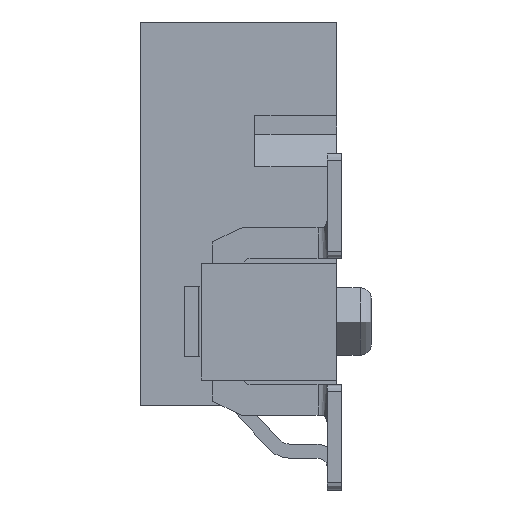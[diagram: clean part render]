
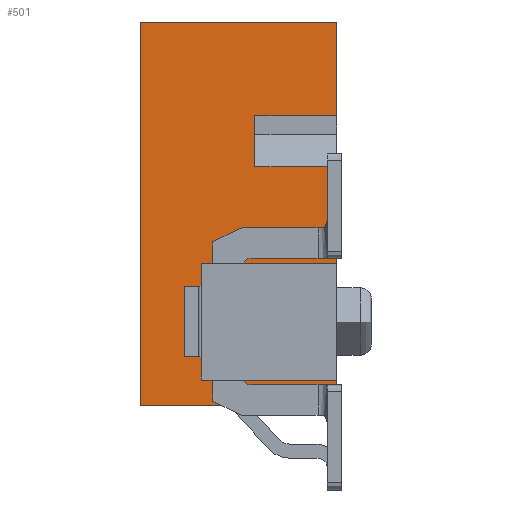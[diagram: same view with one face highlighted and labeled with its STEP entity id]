
A CAD part, left-side view. The second image highlights one B-rep face of the part: STEP entity #501.
In plain terms, the highlighted planar face has unit normal (-1, 0, 0).
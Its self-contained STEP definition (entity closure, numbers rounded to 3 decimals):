
#141=CARTESIAN_POINT('',(-11.525,-2.1,5.11));
#142=VERTEX_POINT('',#141);
#159=CARTESIAN_POINT('',(-11.525,-0.35,5.11));
#160=VERTEX_POINT('',#159);
#167=CARTESIAN_POINT('',(-11.525,-0.35,5.11));
#168=DIRECTION('',(0.,-1.,0.));
#169=VECTOR('',#168,1.75);
#170=LINE('',#167,#169);
#171=EDGE_CURVE('',#160,#142,#170,.T.);
#181=CARTESIAN_POINT('',(-11.525,-0.35,6.2));
#182=VERTEX_POINT('',#181);
#183=CARTESIAN_POINT('',(-11.525,-0.35,6.2));
#184=DIRECTION('',(0.,0.,-1.));
#185=VECTOR('',#184,1.09);
#186=LINE('',#183,#185);
#187=EDGE_CURVE('',#182,#160,#186,.T.);
#214=CARTESIAN_POINT('',(-11.525,-2.1,6.2));
#215=VERTEX_POINT('',#214);
#222=CARTESIAN_POINT('',(-11.525,-2.1,6.2));
#223=DIRECTION('',(0.,1.,0.));
#224=VECTOR('',#223,1.75);
#225=LINE('',#222,#224);
#226=EDGE_CURVE('',#215,#182,#225,.T.);
#357=CARTESIAN_POINT('',(-11.525,0.,4.1));
#358=DIRECTION('',(0.,-1.,0.));
#359=DIRECTION('',(-1.,0.,0.));
#360=AXIS2_PLACEMENT_3D('',#357,#359,#358);
#361=PLANE('',#360);
#362=CARTESIAN_POINT('',(-11.525,-0.2,2.525));
#363=VERTEX_POINT('',#362);
#364=CARTESIAN_POINT('',(-11.525,-0.2,2.9));
#365=VERTEX_POINT('',#364);
#366=CARTESIAN_POINT('',(-11.525,-0.2,2.525));
#367=DIRECTION('',(0.,0.,1.));
#368=VECTOR('',#367,0.375);
#369=LINE('',#366,#368);
#370=EDGE_CURVE('',#363,#365,#369,.T.);
#371=ORIENTED_EDGE('',*,*,#370,.T.);
#372=CARTESIAN_POINT('',(-11.525,-0.35,3.05));
#373=VERTEX_POINT('',#372);
#374=CARTESIAN_POINT('',(-11.525,-0.2,2.9));
#375=DIRECTION('',(0.,-0.707,0.707));
#376=VECTOR('',#375,0.212);
#377=LINE('',#374,#376);
#378=EDGE_CURVE('',#365,#373,#377,.T.);
#379=ORIENTED_EDGE('',*,*,#378,.T.);
#380=CARTESIAN_POINT('',(-11.525,-2.1,3.05));
#381=VERTEX_POINT('',#380);
#382=CARTESIAN_POINT('',(-11.525,-0.35,3.05));
#383=DIRECTION('',(0.,-1.,0.));
#384=VECTOR('',#383,1.75);
#385=LINE('',#382,#384);
#386=EDGE_CURVE('',#373,#381,#385,.T.);
#387=ORIENTED_EDGE('',*,*,#386,.T.);
#388=CARTESIAN_POINT('',(-11.525,-2.1,3.05));
#389=DIRECTION('',(0.,0.,1.));
#390=VECTOR('',#389,2.06);
#391=LINE('',#388,#390);
#392=EDGE_CURVE('',#381,#142,#391,.T.);
#393=ORIENTED_EDGE('',*,*,#392,.T.);
#394=ORIENTED_EDGE('',*,*,#171,.F.);
#395=ORIENTED_EDGE('',*,*,#187,.F.);
#396=ORIENTED_EDGE('',*,*,#226,.F.);
#397=CARTESIAN_POINT('',(-11.525,-2.1,8.2));
#398=VERTEX_POINT('',#397);
#399=CARTESIAN_POINT('',(-11.525,-2.1,6.2));
#400=DIRECTION('',(0.,0.,1.));
#401=VECTOR('',#400,2.);
#402=LINE('',#399,#401);
#403=EDGE_CURVE('',#215,#398,#402,.T.);
#404=ORIENTED_EDGE('',*,*,#403,.T.);
#405=CARTESIAN_POINT('',(-11.525,2.1,8.2));
#406=VERTEX_POINT('',#405);
#407=CARTESIAN_POINT('',(-11.525,-2.1,8.2));
#408=DIRECTION('',(0.,1.,0.));
#409=VECTOR('',#408,4.2);
#410=LINE('',#407,#409);
#411=EDGE_CURVE('',#398,#406,#410,.T.);
#412=ORIENTED_EDGE('',*,*,#411,.T.);
#413=CARTESIAN_POINT('',(-11.525,2.1,0.));
#414=VERTEX_POINT('',#413);
#415=CARTESIAN_POINT('',(-11.525,2.1,8.2));
#416=DIRECTION('',(0.,0.,-1.));
#417=VECTOR('',#416,8.2);
#418=LINE('',#415,#417);
#419=EDGE_CURVE('',#406,#414,#418,.T.);
#420=ORIENTED_EDGE('',*,*,#419,.T.);
#421=CARTESIAN_POINT('',(-11.525,-2.1,0.));
#422=VERTEX_POINT('',#421);
#423=CARTESIAN_POINT('',(-11.525,2.1,0.));
#424=DIRECTION('',(0.,-1.,0.));
#425=VECTOR('',#424,4.2);
#426=LINE('',#423,#425);
#427=EDGE_CURVE('',#414,#422,#426,.T.);
#428=ORIENTED_EDGE('',*,*,#427,.T.);
#429=CARTESIAN_POINT('',(-11.525,-2.1,0.55));
#430=VERTEX_POINT('',#429);
#431=CARTESIAN_POINT('',(-11.525,-2.1,0.));
#432=DIRECTION('',(0.,0.,1.));
#433=VECTOR('',#432,0.55);
#434=LINE('',#431,#433);
#435=EDGE_CURVE('',#422,#430,#434,.T.);
#436=ORIENTED_EDGE('',*,*,#435,.T.);
#437=CARTESIAN_POINT('',(-11.525,-0.35,0.55));
#438=VERTEX_POINT('',#437);
#439=CARTESIAN_POINT('',(-11.525,-2.1,0.55));
#440=DIRECTION('',(0.,1.,0.));
#441=VECTOR('',#440,1.75);
#442=LINE('',#439,#441);
#443=EDGE_CURVE('',#430,#438,#442,.T.);
#444=ORIENTED_EDGE('',*,*,#443,.T.);
#445=CARTESIAN_POINT('',(-11.525,-0.2,0.7));
#446=VERTEX_POINT('',#445);
#447=CARTESIAN_POINT('',(-11.525,-0.35,0.55));
#448=DIRECTION('',(0.,0.707,0.707));
#449=VECTOR('',#448,0.212);
#450=LINE('',#447,#449);
#451=EDGE_CURVE('',#438,#446,#450,.T.);
#452=ORIENTED_EDGE('',*,*,#451,.T.);
#453=CARTESIAN_POINT('',(-11.525,-0.2,1.075));
#454=VERTEX_POINT('',#453);
#455=CARTESIAN_POINT('',(-11.525,-0.2,0.7));
#456=DIRECTION('',(0.,0.,1.));
#457=VECTOR('',#456,0.375);
#458=LINE('',#455,#457);
#459=EDGE_CURVE('',#446,#454,#458,.T.);
#460=ORIENTED_EDGE('',*,*,#459,.T.);
#461=CARTESIAN_POINT('',(-11.525,-1.85,1.075));
#462=VERTEX_POINT('',#461);
#463=CARTESIAN_POINT('',(-11.525,-0.2,1.075));
#464=DIRECTION('',(0.,-1.,0.));
#465=VECTOR('',#464,1.65);
#466=LINE('',#463,#465);
#467=EDGE_CURVE('',#454,#462,#466,.T.);
#468=ORIENTED_EDGE('',*,*,#467,.T.);
#469=CARTESIAN_POINT('',(-11.525,-2.,1.225));
#470=VERTEX_POINT('',#469);
#471=CARTESIAN_POINT('',(-11.525,-1.85,1.075));
#472=DIRECTION('',(0.,-0.707,0.707));
#473=VECTOR('',#472,0.212);
#474=LINE('',#471,#473);
#475=EDGE_CURVE('',#462,#470,#474,.T.);
#476=ORIENTED_EDGE('',*,*,#475,.T.);
#477=CARTESIAN_POINT('',(-11.525,-2.,2.375));
#478=VERTEX_POINT('',#477);
#479=CARTESIAN_POINT('',(-11.525,-2.,1.225));
#480=DIRECTION('',(0.,0.,1.));
#481=VECTOR('',#480,1.15);
#482=LINE('',#479,#481);
#483=EDGE_CURVE('',#470,#478,#482,.T.);
#484=ORIENTED_EDGE('',*,*,#483,.T.);
#485=CARTESIAN_POINT('',(-11.525,-1.85,2.525));
#486=VERTEX_POINT('',#485);
#487=CARTESIAN_POINT('',(-11.525,-2.,2.375));
#488=DIRECTION('',(0.,0.707,0.707));
#489=VECTOR('',#488,0.212);
#490=LINE('',#487,#489);
#491=EDGE_CURVE('',#478,#486,#490,.T.);
#492=ORIENTED_EDGE('',*,*,#491,.T.);
#493=CARTESIAN_POINT('',(-11.525,-1.85,2.525));
#494=DIRECTION('',(0.,1.,0.));
#495=VECTOR('',#494,1.65);
#496=LINE('',#493,#495);
#497=EDGE_CURVE('',#486,#363,#496,.T.);
#498=ORIENTED_EDGE('',*,*,#497,.T.);
#499=EDGE_LOOP('',(#371,#379,#387,#393,#394,#395,#396,#404,#412,#420,#428,#436,#444,#452,#460,#468,#476,#484,#492,#498));
#500=FACE_OUTER_BOUND('',#499,.T.);
#501=ADVANCED_FACE('',(#500),#361,.T.);
